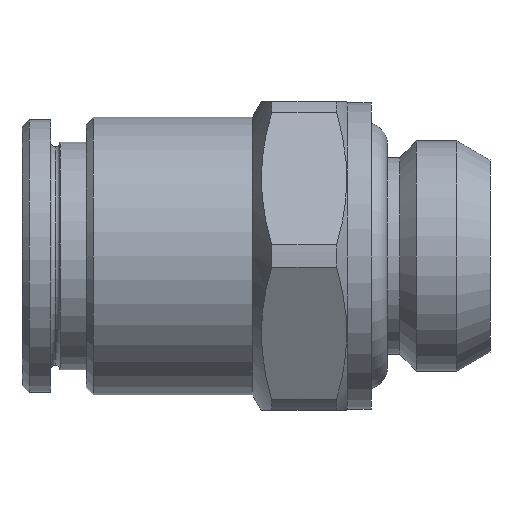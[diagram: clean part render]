
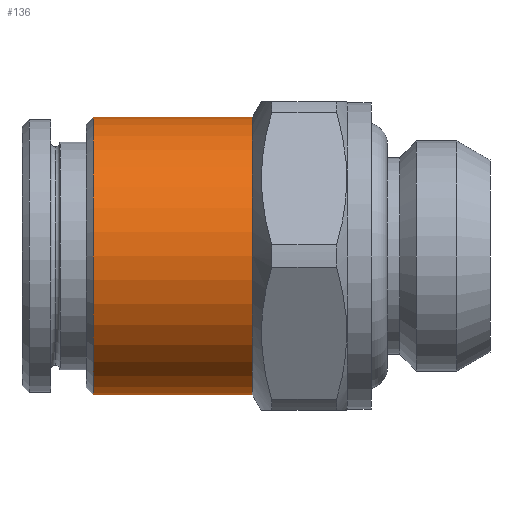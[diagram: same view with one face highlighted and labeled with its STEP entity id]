
A CAD part, left-side view. The second image highlights one B-rep face of the part: STEP entity #136.
In plain terms, the highlighted cylindrical face has radius 5.85 mm (diameter 11.7 mm), a partial arc.
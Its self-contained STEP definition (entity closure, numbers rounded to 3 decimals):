
#107 = EDGE_LOOP ( 'NONE', ( #131, #132, #129, #134 ) ) ;
#129 = ORIENTED_EDGE ( 'NONE', *, *, #489, .T. ) ;
#131 = ORIENTED_EDGE ( 'NONE', *, *, #427, .F. ) ;
#132 = ORIENTED_EDGE ( 'NONE', *, *, #140, .T. ) ;
#133 = EDGE_CURVE ( 'NONE', #452, #451, #737, .T. ) ;
#134 = ORIENTED_EDGE ( 'NONE', *, *, #133, .F. ) ;
#136 = ADVANCED_FACE ( 'NONE', ( #729 ), #725, .T. ) ;
#140 = EDGE_CURVE ( 'NONE', #425, #424, #716, .T. ) ;
#424 = VERTEX_POINT ( 'NONE', #1254 ) ;
#425 = VERTEX_POINT ( 'NONE', #1253 ) ;
#427 = EDGE_CURVE ( 'NONE', #425, #452, #1252, .T. ) ;
#451 = VERTEX_POINT ( 'NONE', #1307 ) ;
#452 = VERTEX_POINT ( 'NONE', #1306 ) ;
#489 = EDGE_CURVE ( 'NONE', #424, #451, #1420, .T. ) ;
#712 = DIRECTION ( 'NONE',  ( 0., 0., -1. ) ) ;
#713 = DIRECTION ( 'NONE',  ( 0., -1., 0. ) ) ;
#714 = CARTESIAN_POINT ( 'NONE',  ( 0., 16.7, 0. ) ) ;
#715 = AXIS2_PLACEMENT_3D ( 'NONE', #714, #713, #712 ) ;
#716 = CIRCLE ( 'NONE', #715, 5.85 ) ;
#721 = DIRECTION ( 'NONE',  ( 0., 0., -1. ) ) ;
#722 = DIRECTION ( 'NONE',  ( 0., -1., 0. ) ) ;
#723 = AXIS2_PLACEMENT_3D ( 'NONE', #724, #722, #721 ) ;
#724 = CARTESIAN_POINT ( 'NONE',  ( 0., 0., 0. ) ) ;
#725 = CYLINDRICAL_SURFACE ( 'NONE', #723, 5.85 ) ;
#729 = FACE_OUTER_BOUND ( 'NONE', #107, .T. ) ;
#733 = DIRECTION ( 'NONE',  ( 0., 0., -1. ) ) ;
#734 = DIRECTION ( 'NONE',  ( 0., -1., 0. ) ) ;
#735 = CARTESIAN_POINT ( 'NONE',  ( 0., 10., 0. ) ) ;
#736 = AXIS2_PLACEMENT_3D ( 'NONE', #735, #734, #733 ) ;
#737 = CIRCLE ( 'NONE', #736, 5.85 ) ;
#1249 = DIRECTION ( 'NONE',  ( 0., -1., 0. ) ) ;
#1250 = VECTOR ( 'NONE', #1249, 1000. ) ;
#1251 = CARTESIAN_POINT ( 'NONE',  ( 0., 0., 5.85 ) ) ;
#1252 = LINE ( 'NONE', #1251, #1250 ) ;
#1253 = CARTESIAN_POINT ( 'NONE',  ( 0., 16.7, 5.85 ) ) ;
#1254 = CARTESIAN_POINT ( 'NONE',  ( 0., 16.7, -5.85 ) ) ;
#1306 = CARTESIAN_POINT ( 'NONE',  ( 0., 10., 5.85 ) ) ;
#1307 = CARTESIAN_POINT ( 'NONE',  ( 0., 10., -5.85 ) ) ;
#1417 = DIRECTION ( 'NONE',  ( 0., -1., 0. ) ) ;
#1418 = VECTOR ( 'NONE', #1417, 1000. ) ;
#1419 = CARTESIAN_POINT ( 'NONE',  ( 0., 0., -5.85 ) ) ;
#1420 = LINE ( 'NONE', #1419, #1418 ) ;
